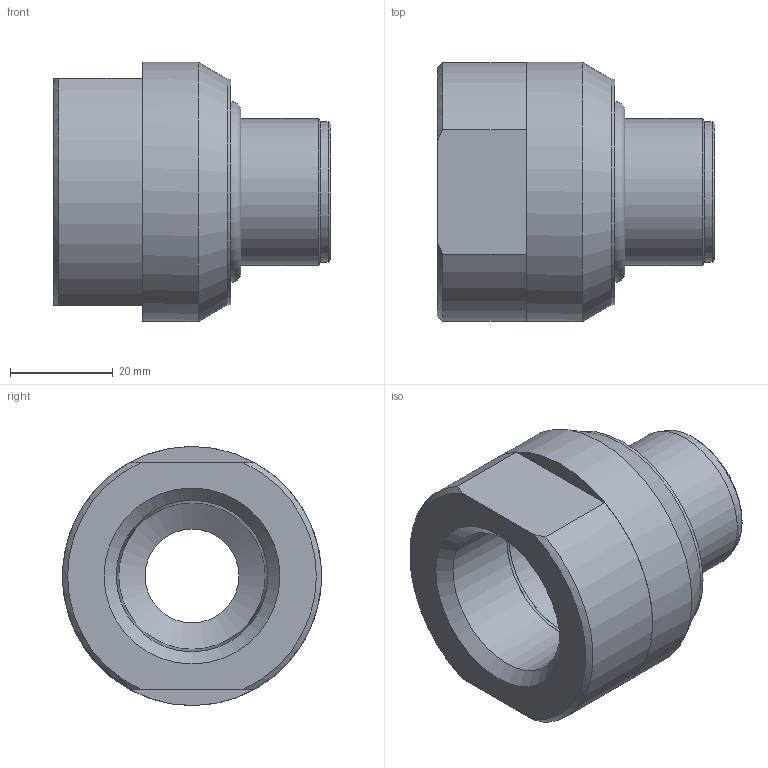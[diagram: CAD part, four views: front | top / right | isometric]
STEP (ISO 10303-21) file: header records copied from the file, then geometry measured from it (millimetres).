
FILE_DESCRIPTION((''),'2;1');
FILE_NAME('MIT-144161X.stp','2009-10-29T11:44:40',('steve'),(''),'Autodesk Inventor 2009','Autodesk Inventor 2009','');
FILE_SCHEMA(('AUTOMOTIVE_DESIGN { 1 0 10303 214 1 1 1 1 }'));
Length unit declared in the file: inch
Products named in the file (1): MIT SAE Connector
Bounding box: 54.1 x 50.55 x 50.55 mm (x, y, z)
Volume: 53520 mm3; surface area: 17812.1 mm2
Topology: 2 solids, 2 shells, 31 faces, 64 edges, 40 vertices
Faces by surface type: plane 9, cylinder 8, bspline 7, cone 6, torus 1
Full cylindrical faces by diameter (mm): 27.432 x1, 27.94 x1, 28.672 x1, 35.306 x1, 43.942 x1, 50.546 x1
Entity records: 845 total; most frequent: CARTESIAN_POINT 222, DIRECTION 118, ORIENTED_EDGE 84, EDGE_LOOP 56, AXIS2_PLACEMENT_3D 55, EDGE_CURVE 42, VERTEX_POINT 35, FACE_OUTER_BOUND 31
